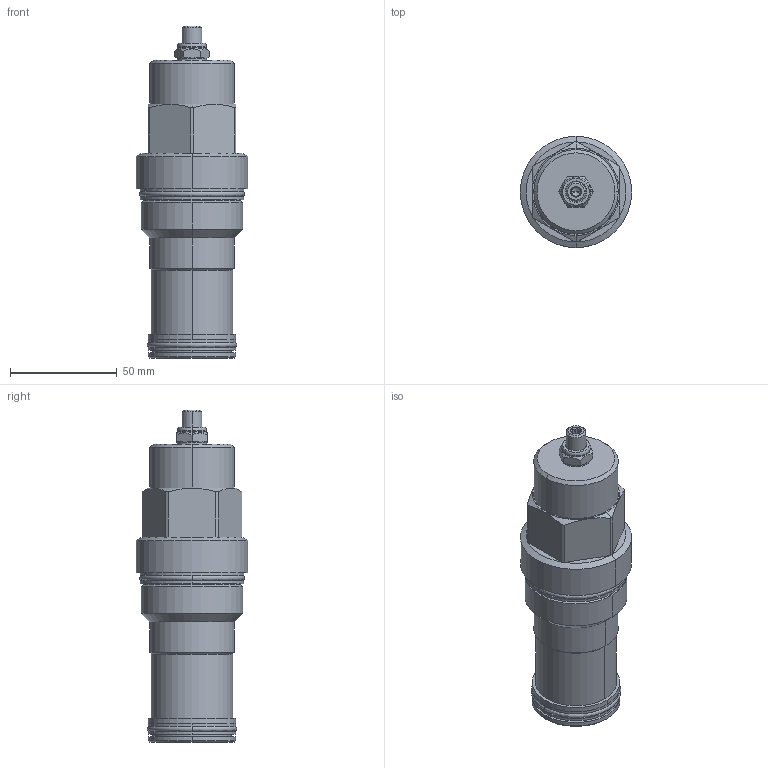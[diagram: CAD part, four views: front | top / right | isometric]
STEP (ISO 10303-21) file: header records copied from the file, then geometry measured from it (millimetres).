
FILE_DESCRIPTION((''),'2;1');
FILE_NAME('NCGC-LCN_PRT','2018-05-04T',('Administrator'),(''),'PRO/ENGINEER BY PARAMETRIC TECHNOLOGY CORPORATION, 2006240','PRO/ENGINEER BY PARAMETRIC TECHNOLOGY CORPORATION, 2006240','');
FILE_SCHEMA(('CONFIG_CONTROL_DESIGN'));
Length unit declared in the file: inch
Products named in the file (1): NCGC-LCN_PRT
Bounding box: 52.3 x 52.3 x 155.84 mm (x, y, z)
Volume: 203172.1 mm3; surface area: 29259.1 mm2
Topology: 3 solids, 5 shells, 192 faces, 426 edges, 253 vertices
Faces by surface type: cylinder 64, plane 56, cone 46, torus 18, revolution 8
Entity records: 6198 total; most frequent: CARTESIAN_POINT 1835, DIRECTION 974, ORIENTED_EDGE 848, EDGE_CURVE 424, AXIS2_PLACEMENT_3D 404, VERTEX_POINT 253, CIRCLE 220, EDGE_LOOP 211
